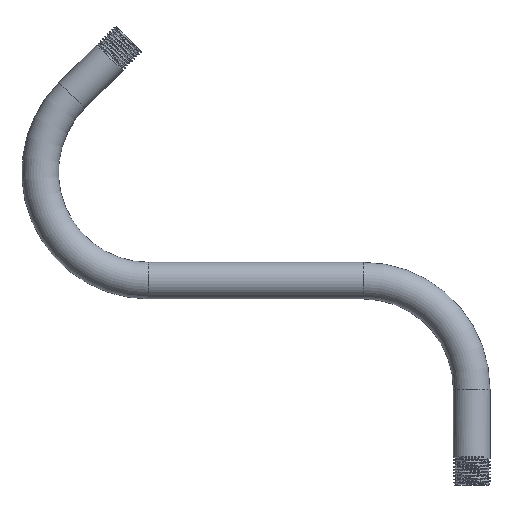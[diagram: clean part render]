
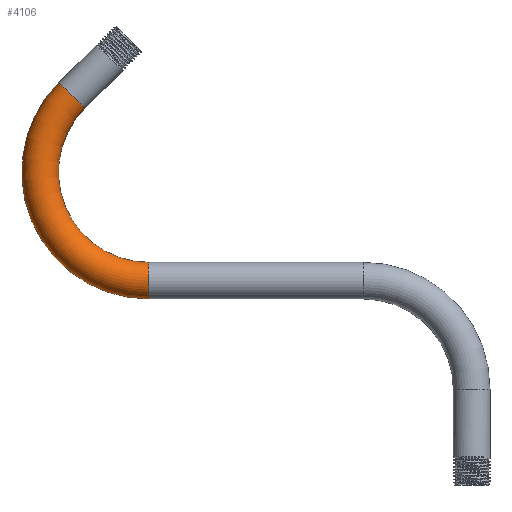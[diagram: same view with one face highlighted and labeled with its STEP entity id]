
A CAD part, top view. The second image highlights one B-rep face of the part: STEP entity #4106.
In plain terms, the highlighted toroidal (fillet/blend) face has major radius 61.059 mm and minor radius 10.319 mm.
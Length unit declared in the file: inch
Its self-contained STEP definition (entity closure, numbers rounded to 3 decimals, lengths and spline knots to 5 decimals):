
#1236=CARTESIAN_POINT('',(-7.15747,0.,0.));
#1237=DIRECTION('',(-1.,0.,0.));
#1238=DIRECTION('',(0.,-1.,0.));
#1239=AXIS2_PLACEMENT_3D('',#1236,#1237,#1238);
#1241=CARTESIAN_POINT('',(-7.15747,2.4039,0.));
#1242=DIRECTION('',(0.,0.,-1.));
#1243=DIRECTION('',(0.,-1.,0.));
#1244=AXIS2_PLACEMENT_3D('',#1241,#1242,#1243);
#1251=CARTESIAN_POINT('',(-7.15747,2.4039,0.));
#1252=DIRECTION('',(0.,0.,-1.));
#1253=DIRECTION('',(0.,-1.,0.));
#1254=AXIS2_PLACEMENT_3D('',#1251,#1252,#1253);
#1976=CARTESIAN_POINT('',(-8.85729,4.10371,0.));
#1977=DIRECTION('',(0.707,0.707,0.));
#1978=DIRECTION('',(-0.707,0.707,0.));
#1979=AXIS2_PLACEMENT_3D('',#1976,#1977,#1978);
#2473=CARTESIAN_POINT('',(-7.15747,-0.40625,0.));
#2474=CARTESIAN_POINT('',(-7.15747,0.40625,0.));
#2475=VERTEX_POINT('',#2473);
#2476=VERTEX_POINT('',#2474);
#2477=CARTESIAN_POINT('',(-9.14455,4.39098,0.));
#2478=CARTESIAN_POINT('',(-8.57002,3.81645,0.));
#2479=VERTEX_POINT('',#2477);
#2480=VERTEX_POINT('',#2478);
#4092=CARTESIAN_POINT('',(-7.15747,2.4039,0.));
#4093=DIRECTION('',(0.,0.,-1.));
#4094=DIRECTION('',(0.,1.,0.));
#4095=AXIS2_PLACEMENT_3D('',#4092,#4093,#4094);
#4096=TOROIDAL_SURFACE('',#4095,2.4039,0.40625);
#4097=ORIENTED_EDGE('',*,*,#4086,.F.);
#4099=ORIENTED_EDGE('',*,*,#4098,.T.);
#4101=ORIENTED_EDGE('',*,*,#4100,.T.);
#4103=ORIENTED_EDGE('',*,*,#4102,.F.);
#4104=EDGE_LOOP('',(#4097,#4099,#4101,#4103));
#4105=FACE_OUTER_BOUND('',#4104,.F.);
#4106=ADVANCED_FACE('',(#4105),#4096,.T.);
#1240=CIRCLE('',#1239,0.40625);
#1245=CIRCLE('',#1244,2.81015);
#1255=CIRCLE('',#1254,1.99765);
#1980=CIRCLE('',#1979,0.40625);
#4086=EDGE_CURVE('',#2475,#2476,#1240,.T.);
#4098=EDGE_CURVE('',#2475,#2479,#1245,.T.);
#4100=EDGE_CURVE('',#2479,#2480,#1980,.T.);
#4102=EDGE_CURVE('',#2476,#2480,#1255,.T.);
